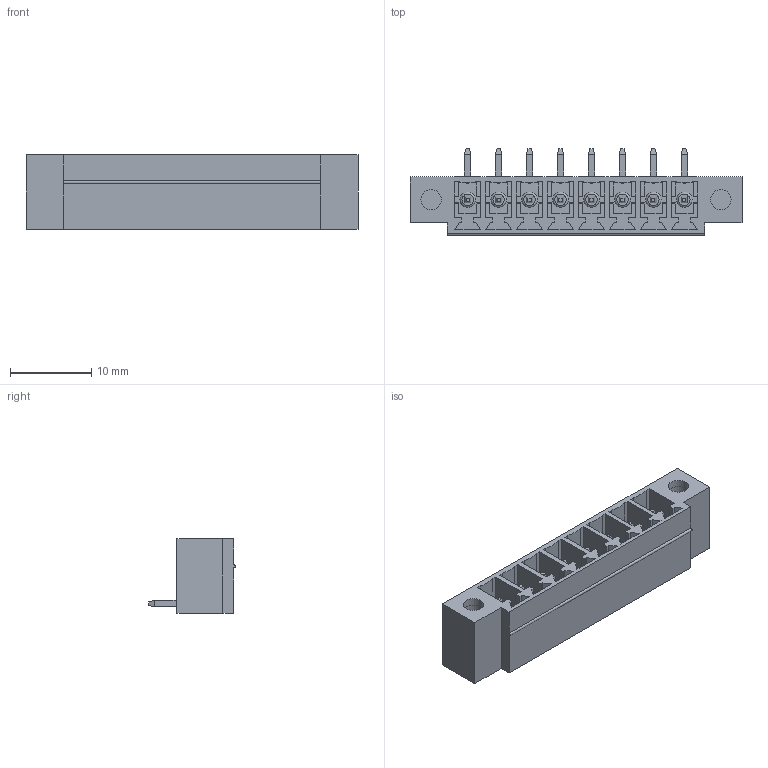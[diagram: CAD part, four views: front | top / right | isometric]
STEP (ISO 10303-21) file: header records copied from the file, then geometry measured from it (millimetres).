
FILE_DESCRIPTION( ( 'Unknown' ), '1' );
FILE_NAME( '691325310008.stp', 'Unknown', ( 'Unknown' ), ( 'Unknown' ), 'PSStep 14.0', 'Unknown', ' ' );
FILE_SCHEMA( ( 'AUTOMOTIVE_DESIGN { 1 0 10303 214 1 1 1 1 }' ) );
Length unit declared in the file: millimetre
Products named in the file (4): Assem1; 6913253100xx_INSERT; 6913253100xx_PIN; 691321300008
Assembly tree (11 placements, depth 2):
  Assem1
    6913253100xx_INSERT  x2
    6913253100xx_PIN  x8
    691321300008
Bounding box: 40.87 x 10.7 x 9.2 mm (x, y, z)
Volume: 1405.9 mm3; surface area: 3873.7 mm2
Topology: 11 solids, 11 shells, 532 faces, 1415 edges, 917 vertices
Faces by surface type: plane 483, cylinder 37, torus 12
Full cylindrical faces by diameter (mm): 1.9 x8, 2.5 x4
Entity records: 16113 total; most frequent: CARTESIAN_POINT 2496, ORIENTED_EDGE 2194, DIRECTION 1979, EDGE_CURVE 1097, LINE 1017, VECTOR 1017, VERTEX_POINT 734, AXIS2_PLACEMENT_3D 481
